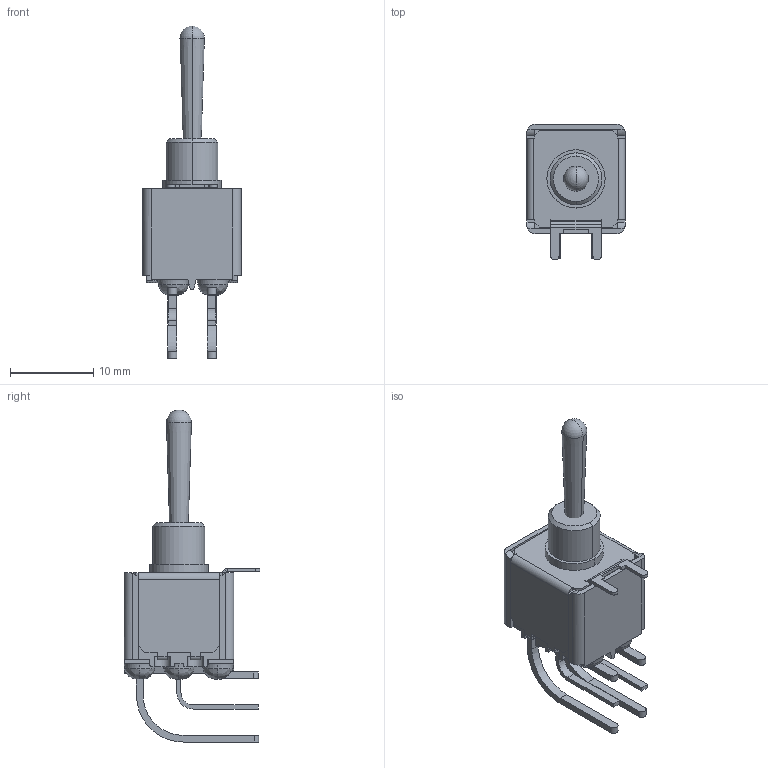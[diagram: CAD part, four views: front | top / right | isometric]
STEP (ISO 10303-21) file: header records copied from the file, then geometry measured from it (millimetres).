
FILE_DESCRIPTION((''),'2;1');
FILE_NAME('5247WW','2014-12-22T',('brevel'),(''),'PRO/ENGINEER BY PARAMETRIC TECHNOLOGY CORPORATION, 2013410','PRO/ENGINEER BY PARAMETRIC TECHNOLOGY CORPORATION, 2013410','');
FILE_SCHEMA(('CONFIG_CONTROL_DESIGN'));
Length unit declared in the file: millimetre
Products named in the file (1): 5247WW
Bounding box: 11.85 x 16.35 x 39.92 mm (x, y, z)
Surface area: 2544.9 mm2 (no closed solid volume)
Topology: 0 solids, 7 shells, 413 faces, 1280 edges, 843 vertices
Faces by surface type: plane 293, cylinder 84, torus 16, bspline 12, cone 6, sphere 2
Entity records: 15125 total; most frequent: CARTESIAN_POINT 3884, ORIENTED_EDGE 2302, DIRECTION 2264, EDGE_CURVE 1274, VECTOR 930, LINE 930, VERTEX_POINT 843, AXIS2_PLACEMENT_3D 667
